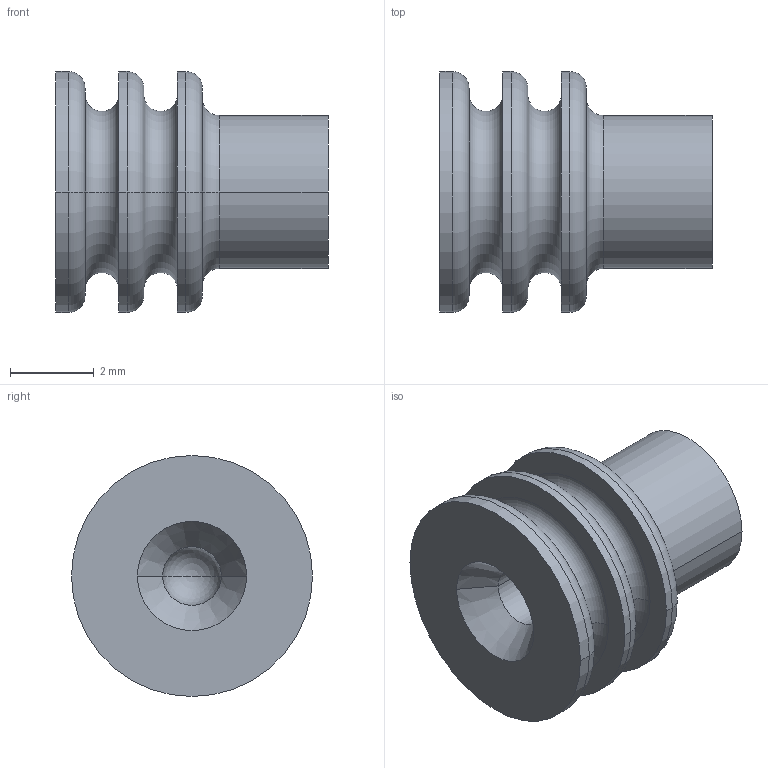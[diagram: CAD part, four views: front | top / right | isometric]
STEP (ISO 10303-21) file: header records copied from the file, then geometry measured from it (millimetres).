
FILE_DESCRIPTION(/* description */ (''),/* implementation_level */ '2;1');
FILE_NAME(/* name */ '10788270.stp',/* time_stamp */ '2020-05-08T11:50:46+08:00',/* author */ (''),/* organization */ (''),/* preprocessor_version */ 'ST-DEVELOPER v16',/* originating_system */ 'SIEMENS PLM Software NX 11.0',/* authorisation */ '');
FILE_SCHEMA (('AUTOMOTIVE_DESIGN { 1 0 10303 214 3 1 1 1 }'));
Length unit declared in the file: millimetre
Products named in the file (1): 10788270_01-SEAL
Bounding box: 6.5 x 5.75 x 5.75 mm (x, y, z)
Volume: 92.5 mm3; surface area: 192.9 mm2
Topology: 1 solids, 1 shells, 33 faces, 66 edges, 39 vertices
Faces by surface type: torus 12, cylinder 10, plane 7, sphere 2, cone 2
Entity records: 886 total; most frequent: DIRECTION 184, CARTESIAN_POINT 137, ORIENTED_EDGE 128, AXIS2_PLACEMENT_3D 86, EDGE_CURVE 64, CIRCLE 52, EDGE_LOOP 39, VERTEX_POINT 39
